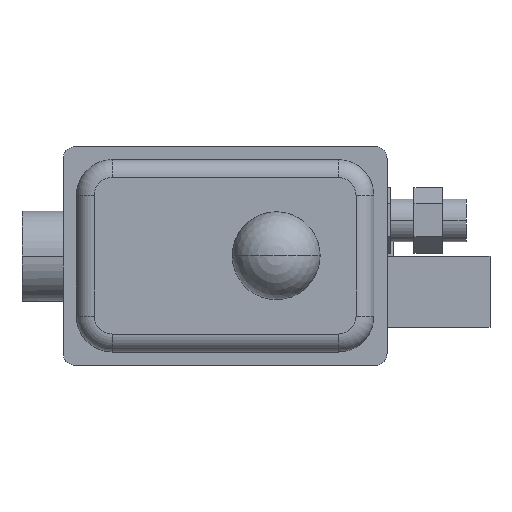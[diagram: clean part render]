
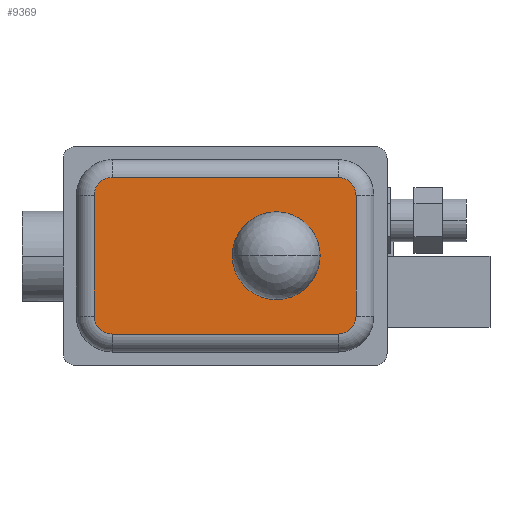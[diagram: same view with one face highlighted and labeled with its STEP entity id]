
A CAD part, top view. The second image highlights one B-rep face of the part: STEP entity #9369.
In plain terms, the highlighted planar face has unit normal (0, 0, 1).
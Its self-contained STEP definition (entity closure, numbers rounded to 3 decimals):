
#4515=VERTEX_POINT('',#12568);
#5033=EDGE_CURVE('',#7491,#7729,#13134,.T.);
#5655=VERTEX_POINT('',#13824);
#6607=EDGE_CURVE('',#9705,#7491,#14865,.T.);
#7099=EDGE_CURVE('',#7729,#10407,#15406,.T.);
#7491=VERTEX_POINT('',#15831);
#7505=VERTEX_POINT('',#15847);
#7647=EDGE_CURVE('',#7505,#9381,#16002,.T.);
#7729=VERTEX_POINT('',#16086);
#7837=EDGE_CURVE('',#10209,#4515,#16205,.T.);
#8825=EDGE_CURVE('',#9381,#10209,#17262,.T.);
#9369=ADVANCED_FACE('',(#17861,#17862),#17863,.T.);
#9381=VERTEX_POINT('',#17877);
#9705=VERTEX_POINT('',#18239);
#10209=VERTEX_POINT('',#18799);
#10407=VERTEX_POINT('',#19019);
#11129=EDGE_CURVE('',#4515,#9705,#19812,.T.);
#11283=EDGE_CURVE('',#11501,#5655,#19978,.T.);
#11501=VERTEX_POINT('',#20214);
#11609=EDGE_CURVE('',#7505,#10407,#20333,.T.);
#11741=EDGE_CURVE('',#5655,#11501,#20482,.T.);
#12568=CARTESIAN_POINT('',(26.1,-32.95,254.001));
#13134=LINE('',#22645,#22646);
#13824=CARTESIAN_POINT('',(5.0,0.,254.001));
#14865=CIRCLE('',#25600,7.5);
#15406=CIRCLE('',#26543,7.5);
#15831=CARTESIAN_POINT('',(-76.6,-25.45,254.001));
#15847=CARTESIAN_POINT('',(26.1,32.95,254.001));
#16002=CIRCLE('',#27553,7.5);
#16086=CARTESIAN_POINT('',(-76.6,25.45,254.001));
#16205=CIRCLE('',#27896,7.5);
#17262=LINE('',#29820,#29821);
#17861=FACE_BOUND('',#30904,.T.);
#17862=FACE_OUTER_BOUND('',#30905,.T.);
#17863=PLANE('',#30906);
#17877=CARTESIAN_POINT('',(33.6,25.45,254.001));
#18239=CARTESIAN_POINT('',(-69.1,-32.95,254.001));
#18799=CARTESIAN_POINT('',(33.6,-25.45,254.001));
#19019=CARTESIAN_POINT('',(-69.1,32.95,254.001));
#19812=LINE('',#34118,#34119);
#19978=CIRCLE('',#34390,5.0);
#20214=CARTESIAN_POINT('',(-5.0,0.,254.001));
#20333=LINE('',#34888,#34889);
#20482=CIRCLE('',#35104,5.0);
#22645=CARTESIAN_POINT('',(-76.6,-25.45,254.001));
#22646=VECTOR('',#36765,1.0);
#25600=AXIS2_PLACEMENT_3D('',#38717,#38718,#38719);
#26543=AXIS2_PLACEMENT_3D('',#39330,#39331,#39332);
#27553=AXIS2_PLACEMENT_3D('',#39973,#39974,#39975);
#27896=AXIS2_PLACEMENT_3D('',#40159,#40160,#40161);
#29820=CARTESIAN_POINT('',(33.6,25.45,254.001));
#29821=VECTOR('',#41129,1.0);
#30904=EDGE_LOOP('',(#41873,#41874));
#30905=EDGE_LOOP('',(#41875,#41876,#41877,#41878,#41879,#41880,#41881,#41882));
#30906=AXIS2_PLACEMENT_3D('',#41883,#41884,#41885);
#34118=CARTESIAN_POINT('',(26.1,-32.95,254.001));
#34119=VECTOR('',#44414,1.0);
#34390=AXIS2_PLACEMENT_3D('',#44576,#44577,#44578);
#34888=CARTESIAN_POINT('',(26.1,32.95,254.001));
#34889=VECTOR('',#44944,1.0);
#35104=AXIS2_PLACEMENT_3D('',#45186,#45187,#45188);
#36765=DIRECTION('',(0.0,1.0,0.0));
#38717=CARTESIAN_POINT('',(-69.1,-25.45,254.001));
#38718=DIRECTION('',(0.0,0.0,-1.0));
#38719=DIRECTION('',(-1.0,0.0,0.0));
#39330=CARTESIAN_POINT('',(-69.1,25.45,254.001));
#39331=DIRECTION('',(0.0,0.0,-1.0));
#39332=DIRECTION('',(-1.0,0.0,0.0));
#39973=CARTESIAN_POINT('',(26.1,25.45,254.001));
#39974=DIRECTION('',(0.0,0.0,-1.0));
#39975=DIRECTION('',(-1.0,0.0,0.0));
#40159=CARTESIAN_POINT('',(26.1,-25.45,254.001));
#40160=DIRECTION('',(0.0,0.0,-1.0));
#40161=DIRECTION('',(-1.0,0.0,0.0));
#41129=DIRECTION('',(0.0,-1.0,0.0));
#41873=ORIENTED_EDGE('',*,*,#11741,.T.);
#41874=ORIENTED_EDGE('',*,*,#11283,.T.);
#41875=ORIENTED_EDGE('',*,*,#6607,.F.);
#41876=ORIENTED_EDGE('',*,*,#11129,.F.);
#41877=ORIENTED_EDGE('',*,*,#7837,.F.);
#41878=ORIENTED_EDGE('',*,*,#8825,.F.);
#41879=ORIENTED_EDGE('',*,*,#7647,.F.);
#41880=ORIENTED_EDGE('',*,*,#11609,.T.);
#41881=ORIENTED_EDGE('',*,*,#7099,.F.);
#41882=ORIENTED_EDGE('',*,*,#5033,.F.);
#41883=CARTESIAN_POINT('',(-72.85,25.45,254.001));
#41884=DIRECTION('',(0.0,0.0,1.0));
#41885=DIRECTION('',(1.0,0.0,0.0));
#44414=DIRECTION('',(-1.0,0.0,0.0));
#44576=CARTESIAN_POINT('',(0.0,0.0,254.001));
#44577=DIRECTION('',(-0.0,0.0,-1.0));
#44578=DIRECTION('',(-1.0,0.0,0.0));
#44944=DIRECTION('',(-1.0,0.0,0.0));
#45186=CARTESIAN_POINT('',(0.0,0.0,254.001));
#45187=DIRECTION('',(-0.0,0.0,-1.0));
#45188=DIRECTION('',(-1.0,0.0,0.0));
